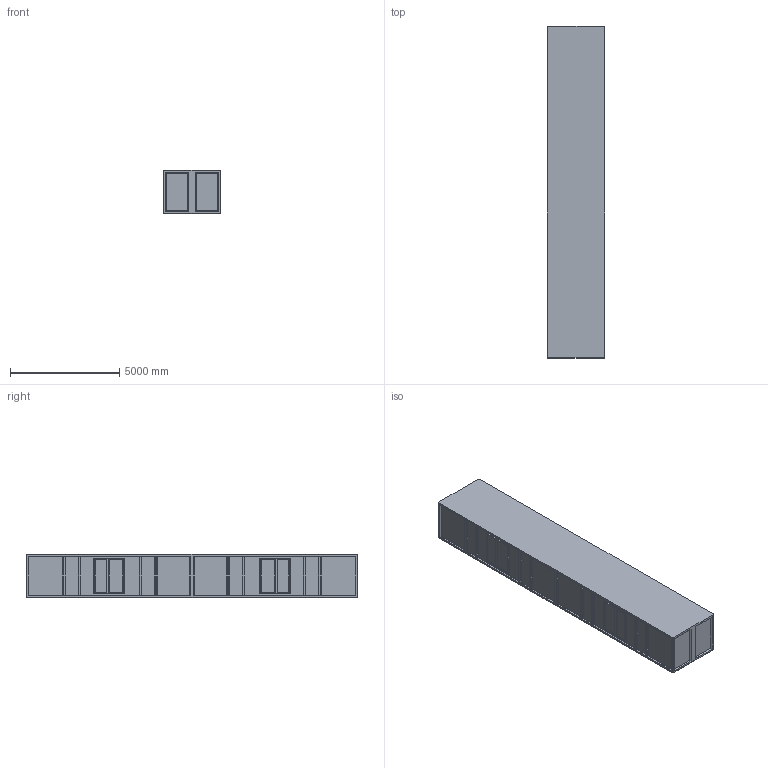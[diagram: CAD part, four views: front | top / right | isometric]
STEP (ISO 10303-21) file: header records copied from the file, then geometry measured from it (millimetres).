
FILE_DESCRIPTION (( 'STEP AP214' ), '1' );
FILE_NAME ('OpenWagon_cargo_MoreDetailed.STEP', '2024-03-19T15:06:10', ( '' ), ( '' ), 'SwSTEP 2.0', 'SolidWorks 2022', '' );
FILE_SCHEMA (( 'AUTOMOTIVE_DESIGN' ));
Length unit declared in the file: metre
Products named in the file (1): OpenWagon_cargo_MoreDetailed
Bounding box: 2650 x 15200 x 2000 mm (x, y, z)
Surface area: 232041665.9 mm2 (no closed solid volume)
Topology: 0 solids, 1 shells, 715 faces, 1504 edges, 812 vertices
Faces by surface type: plane 715
Entity records: 17945 total; most frequent: CARTESIAN_POINT 3032, ORIENTED_EDGE 3008, DIRECTION 2936, VECTOR 1504, EDGE_CURVE 1504, LINE 1504, VERTEX_POINT 812, EDGE_LOOP 736
